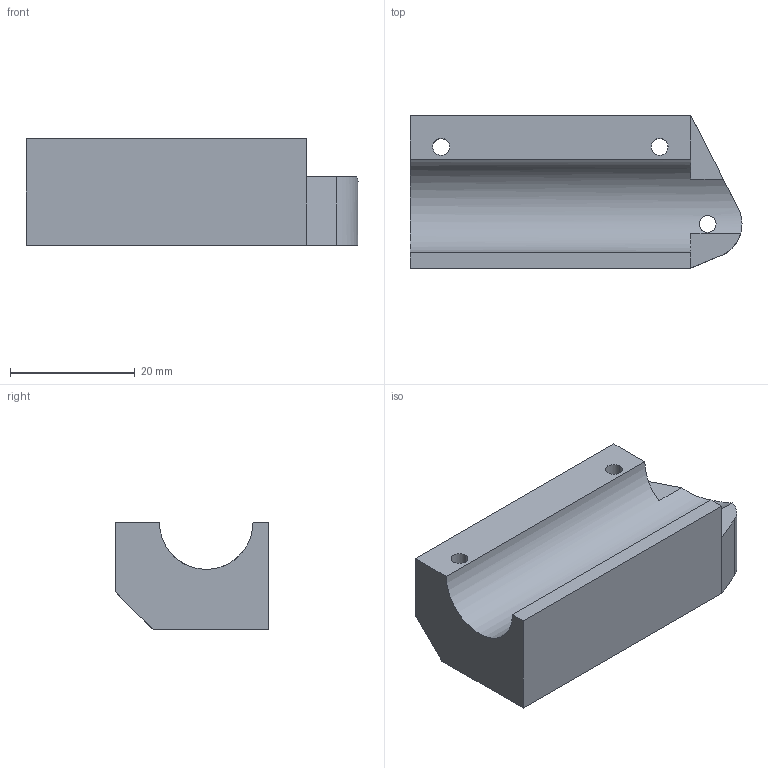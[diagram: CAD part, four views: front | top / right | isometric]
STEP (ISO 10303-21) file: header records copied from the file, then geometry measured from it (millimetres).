
FILE_DESCRIPTION (( 'STEP AP203' ), '1' );
FILE_NAME ('bearing lower retainer.STEP', '2018-02-11T19:29:08', ( '' ), ( '' ), 'SwSTEP 2.0', 'SolidWorks 2017', '' );
FILE_SCHEMA (( 'CONFIG_CONTROL_DESIGN' ));
Length unit declared in the file: millimetre
Products named in the file (1): bearing lower retainer
Bounding box: 53.2 x 24.45 x 17.11 mm (x, y, z)
Volume: 15020.2 mm3; surface area: 5224.8 mm2
Topology: 1 solids, 1 shells, 22 faces, 64 edges, 42 vertices
Faces by surface type: plane 13, cylinder 9
Entity records: 861 total; most frequent: CARTESIAN_POINT 204, ORIENTED_EDGE 128, DIRECTION 113, EDGE_CURVE 64, VERTEX_POINT 42, LINE 39, VECTOR 39, AXIS2_PLACEMENT_3D 37
